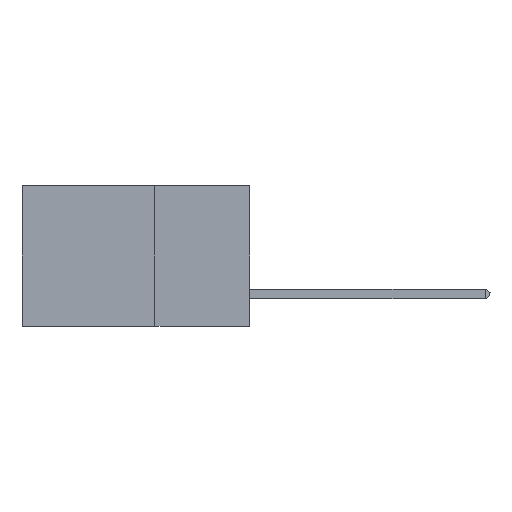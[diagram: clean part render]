
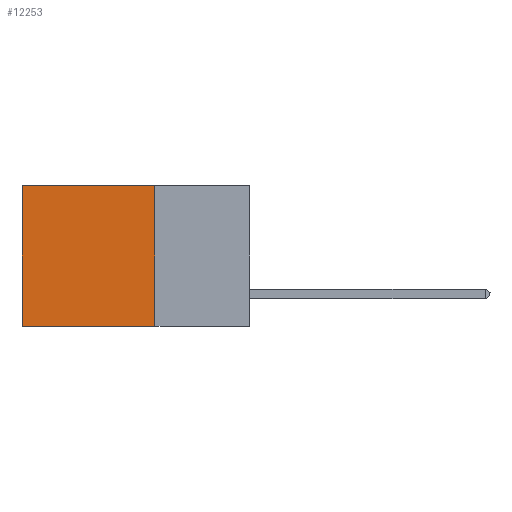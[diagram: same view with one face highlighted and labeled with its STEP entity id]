
A CAD part, left-side view. The second image highlights one B-rep face of the part: STEP entity #12253.
In plain terms, the highlighted planar face has unit normal (-1, 0, 0).
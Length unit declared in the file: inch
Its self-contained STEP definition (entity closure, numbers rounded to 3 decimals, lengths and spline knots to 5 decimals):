
#1030 = EDGE_CURVE ( 'NONE', #15068, #7653, #8768, .T. ) ;
#1078 = CARTESIAN_POINT ( 'NONE',  ( 0.2875, 0.25, 0. ) ) ;
#1169 = CARTESIAN_POINT ( 'NONE',  ( 0.2875, 0.25, -0.37 ) ) ;
#2172 = EDGE_CURVE ( 'NONE', #7653, #5115, #24368, .T. ) ;
#2454 = EDGE_CURVE ( 'NONE', #16781, #5115, #3685, .T. ) ;
#3229 = CARTESIAN_POINT ( 'NONE',  ( 0.2875, 0.25, 0. ) ) ;
#3262 = DIRECTION ( 'NONE',  ( 0., 1., 0. ) ) ;
#3685 = LINE ( 'NONE', #1169, #13221 ) ;
#3781 = AXIS2_PLACEMENT_3D ( 'NONE', #7987, #23254, #15634 ) ;
#4246 = PLANE ( 'NONE',  #3781 ) ;
#5115 = VERTEX_POINT ( 'NONE', #15000 ) ;
#5666 = VECTOR ( 'NONE', #8701, 39.37008 ) ;
#6009 = CARTESIAN_POINT ( 'NONE',  ( 0.2875, 0.25, 0. ) ) ;
#6156 = CARTESIAN_POINT ( 'NONE',  ( 0.2875, 0.25, -0.37 ) ) ;
#7653 = VERTEX_POINT ( 'NONE', #18147 ) ;
#7845 = EDGE_CURVE ( 'NONE', #15068, #16781, #11931, .T. ) ;
#7987 = CARTESIAN_POINT ( 'NONE',  ( 0.2875, 0.25, 0. ) ) ;
#8701 = DIRECTION ( 'NONE',  ( 0., 0., -1. ) ) ;
#8768 = LINE ( 'NONE', #3229, #22572 ) ;
#11221 = ORIENTED_EDGE ( 'NONE', *, *, #2172, .T. ) ;
#11745 = FACE_OUTER_BOUND ( 'NONE', #24508, .T. ) ;
#11931 = LINE ( 'NONE', #1078, #5666 ) ;
#12025 = ORIENTED_EDGE ( 'NONE', *, *, #1030, .T. ) ;
#12253 = ADVANCED_FACE ( 'NONE', ( #11745 ), #4246, .F. ) ;
#13032 = ORIENTED_EDGE ( 'NONE', *, *, #2454, .F. ) ;
#13221 = VECTOR ( 'NONE', #3262, 39.37008 ) ;
#15000 = CARTESIAN_POINT ( 'NONE',  ( 0.2875, 0.6, -0.37 ) ) ;
#15037 = VECTOR ( 'NONE', #24559, 39.37008 ) ;
#15068 = VERTEX_POINT ( 'NONE', #6009 ) ;
#15280 = ORIENTED_EDGE ( 'NONE', *, *, #7845, .F. ) ;
#15634 = DIRECTION ( 'NONE',  ( 0., 0., -1. ) ) ;
#16781 = VERTEX_POINT ( 'NONE', #6156 ) ;
#18147 = CARTESIAN_POINT ( 'NONE',  ( 0.2875, 0.6, 0. ) ) ;
#18919 = CARTESIAN_POINT ( 'NONE',  ( 0.2875, 0.6, 0. ) ) ;
#20661 = DIRECTION ( 'NONE',  ( 0., 1., 0. ) ) ;
#22572 = VECTOR ( 'NONE', #20661, 39.37008 ) ;
#23254 = DIRECTION ( 'NONE',  ( 1., 0., 0. ) ) ;
#24368 = LINE ( 'NONE', #18919, #15037 ) ;
#24508 = EDGE_LOOP ( 'NONE', ( #11221, #13032, #15280, #12025 ) ) ;
#24559 = DIRECTION ( 'NONE',  ( 0., 0., -1. ) ) ;
